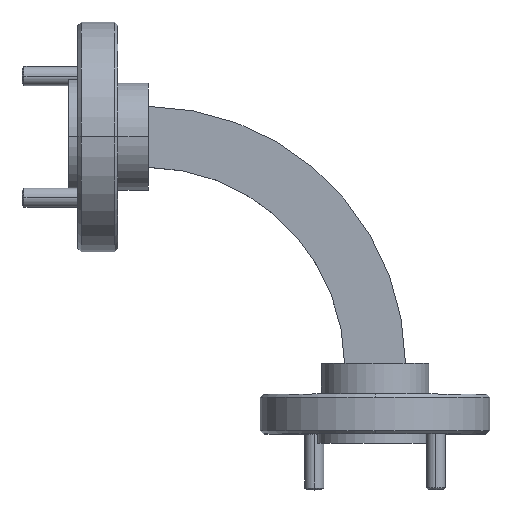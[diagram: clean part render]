
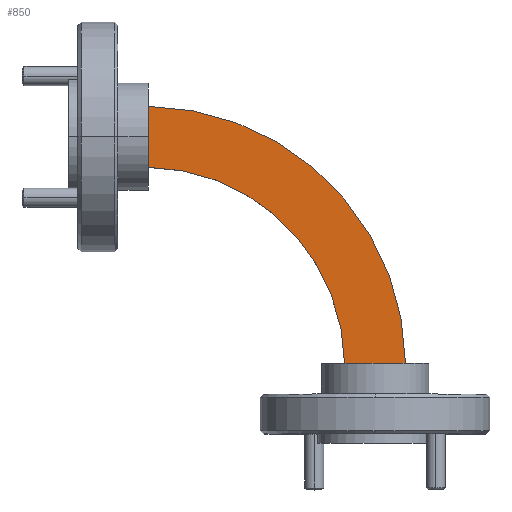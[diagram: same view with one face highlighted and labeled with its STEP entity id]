
A CAD part, top view. The second image highlights one B-rep face of the part: STEP entity #850.
In plain terms, the highlighted planar face has unit normal (0, 0, 1).
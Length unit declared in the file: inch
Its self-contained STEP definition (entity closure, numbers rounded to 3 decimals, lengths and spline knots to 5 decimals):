
#809 = CARTESIAN_POINT ( 'NONE',  ( 0.26, -0.09958, 0.101 ) ) ;
#850 = ADVANCED_FACE ( 'NONE', ( #4580 ), #3437, .T. ) ;
#1238 = CARTESIAN_POINT ( 'NONE',  ( 0.25, -0.75, 0.101 ) ) ;
#1605 = CARTESIAN_POINT ( 'NONE',  ( 0.90042, -0.74, 0.101 ) ) ;
#1705 = CARTESIAN_POINT ( 'NONE',  ( 0.25, -0.75, 0.101 ) ) ;
#1716 = ORIENTED_EDGE ( 'NONE', *, *, #5005, .F. ) ;
#1759 = DIRECTION ( 'NONE',  ( 0., 0., -1. ) ) ;
#1806 = LINE ( 'NONE', #5168, #2644 ) ;
#1849 = ORIENTED_EDGE ( 'NONE', *, *, #6846, .F. ) ;
#2000 = DIRECTION ( 'NONE',  ( 0., 1., 0. ) ) ;
#2177 = LINE ( 'NONE', #2706, #5400 ) ;
#2399 = CIRCLE ( 'NONE', #3152, 0.6505 ) ;
#2424 = AXIS2_PLACEMENT_3D ( 'NONE', #6030, #4465, #4942 ) ;
#2590 = EDGE_LOOP ( 'NONE', ( #1849, #1716, #4958, #3110 ) ) ;
#2644 = VECTOR ( 'NONE', #2000, 39.37008 ) ;
#2706 = CARTESIAN_POINT ( 'NONE',  ( 0.25, -0.74, 0.101 ) ) ;
#3110 = ORIENTED_EDGE ( 'NONE', *, *, #5676, .T. ) ;
#3137 = VERTEX_POINT ( 'NONE', #3616 ) ;
#3152 = AXIS2_PLACEMENT_3D ( 'NONE', #1705, #5425, #3322 ) ;
#3322 = DIRECTION ( 'NONE',  ( -1., 0., 0. ) ) ;
#3437 = PLANE ( 'NONE',  #2424 ) ;
#3531 = VERTEX_POINT ( 'NONE', #809 ) ;
#3616 = CARTESIAN_POINT ( 'NONE',  ( 1.09944, -0.74, 0.101 ) ) ;
#3739 = CIRCLE ( 'NONE', #6533, 0.8495 ) ;
#4047 = VERTEX_POINT ( 'NONE', #5671 ) ;
#4465 = DIRECTION ( 'NONE',  ( 0., 0., 1. ) ) ;
#4580 = FACE_OUTER_BOUND ( 'NONE', #2590, .T. ) ;
#4593 = VERTEX_POINT ( 'NONE', #1605 ) ;
#4942 = DIRECTION ( 'NONE',  ( 1., 0., 0. ) ) ;
#4946 = DIRECTION ( 'NONE',  ( -1., 0., 0. ) ) ;
#4958 = ORIENTED_EDGE ( 'NONE', *, *, #5861, .F. ) ;
#5005 = EDGE_CURVE ( 'NONE', #4047, #3137, #3739, .T. ) ;
#5168 = CARTESIAN_POINT ( 'NONE',  ( 0.26, -0.0995, 0.101 ) ) ;
#5251 = DIRECTION ( 'NONE',  ( -1., 0., 0. ) ) ;
#5400 = VECTOR ( 'NONE', #5251, 39.37008 ) ;
#5425 = DIRECTION ( 'NONE',  ( 0., 0., -1. ) ) ;
#5671 = CARTESIAN_POINT ( 'NONE',  ( 0.26, 0.09944, 0.101 ) ) ;
#5676 = EDGE_CURVE ( 'NONE', #3531, #4593, #2399, .T. ) ;
#5861 = EDGE_CURVE ( 'NONE', #3531, #4047, #1806, .T. ) ;
#6030 = CARTESIAN_POINT ( 'NONE',  ( 0.25, -0.0995, 0.101 ) ) ;
#6533 = AXIS2_PLACEMENT_3D ( 'NONE', #1238, #1759, #4946 ) ;
#6846 = EDGE_CURVE ( 'NONE', #3137, #4593, #2177, .T. ) ;
